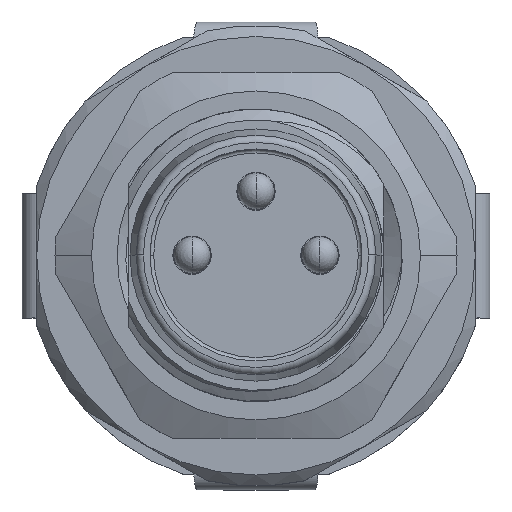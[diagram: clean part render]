
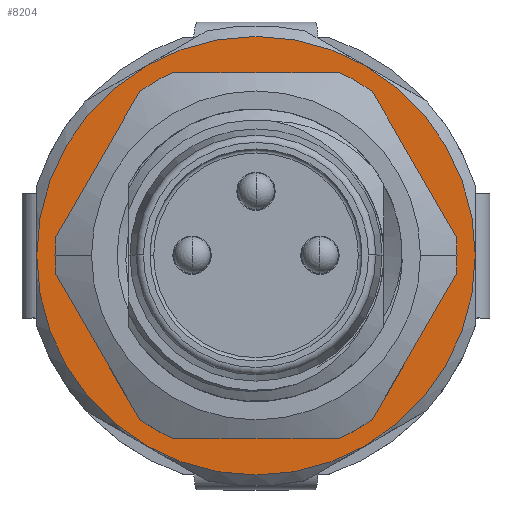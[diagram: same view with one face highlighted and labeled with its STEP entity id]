
A CAD part, top view. The second image highlights one B-rep face of the part: STEP entity #8204.
In plain terms, the highlighted planar face has unit normal (0, 0, 1).
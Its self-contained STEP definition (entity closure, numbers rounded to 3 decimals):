
#1648=CARTESIAN_POINT('',(0.,0.,0.));
#1649=DIRECTION('',(0.,0.,1.));
#1650=DIRECTION('',(0.5,0.866,0.));
#1651=AXIS2_PLACEMENT_3D('',#1648,#1649,#1650);
#1653=CARTESIAN_POINT('',(0.,0.,0.));
#1654=DIRECTION('',(0.,0.,-1.));
#1655=DIRECTION('',(0.5,0.866,0.));
#1656=AXIS2_PLACEMENT_3D('',#1653,#1654,#1655);
#1658=CARTESIAN_POINT('',(0.,0.,0.));
#1659=DIRECTION('',(0.,0.,-1.));
#1660=DIRECTION('',(1.,0.,0.));
#1661=AXIS2_PLACEMENT_3D('',#1658,#1659,#1660);
#1663=CARTESIAN_POINT('',(0.,0.,0.));
#1664=DIRECTION('',(0.,0.,-1.));
#1665=DIRECTION('',(-0.5,-0.866,0.));
#1666=AXIS2_PLACEMENT_3D('',#1663,#1664,#1665);
#1668=CARTESIAN_POINT('',(0.,0.,0.));
#1669=DIRECTION('',(0.,0.,-1.));
#1670=DIRECTION('',(-1.,0.,0.));
#1671=AXIS2_PLACEMENT_3D('',#1668,#1669,#1670);
#1673=CARTESIAN_POINT('',(0.,0.,0.));
#1674=DIRECTION('',(0.,0.,1.));
#1675=DIRECTION('',(0.,1.,0.));
#1676=AXIS2_PLACEMENT_3D('',#1673,#1674,#1675);
#1678=CARTESIAN_POINT('',(0.,0.,0.));
#1679=DIRECTION('',(0.,0.,1.));
#1680=DIRECTION('',(0.,-1.,0.));
#1681=AXIS2_PLACEMENT_3D('',#1678,#1679,#1680);
#1688=CARTESIAN_POINT('',(0.,0.,0.));
#1689=DIRECTION('',(0.,0.,1.));
#1690=DIRECTION('',(-0.5,-0.866,0.));
#1691=AXIS2_PLACEMENT_3D('',#1688,#1689,#1690);
#5189=CARTESIAN_POINT('',(3.,5.196,0.));
#5190=CARTESIAN_POINT('',(6.,0.,0.));
#5191=VERTEX_POINT('',#5189);
#5192=VERTEX_POINT('',#5190);
#5193=CARTESIAN_POINT('',(3.,-5.196,0.));
#5194=VERTEX_POINT('',#5193);
#5195=CARTESIAN_POINT('',(-3.,-5.196,0.));
#5196=CARTESIAN_POINT('',(-6.,0.,0.));
#5197=VERTEX_POINT('',#5195);
#5198=VERTEX_POINT('',#5196);
#5199=CARTESIAN_POINT('',(-3.,5.196,0.));
#5200=VERTEX_POINT('',#5199);
#5217=CARTESIAN_POINT('',(0.,3.8,0.));
#5218=CARTESIAN_POINT('',(0.,-3.8,0.));
#5219=VERTEX_POINT('',#5217);
#5220=VERTEX_POINT('',#5218);
#8184=CARTESIAN_POINT('',(0.,0.,0.));
#8185=DIRECTION('',(0.,0.,-1.));
#8186=DIRECTION('',(-1.,0.,0.));
#8187=AXIS2_PLACEMENT_3D('',#8184,#8185,#8186);
#8188=PLANE('',#8187);
#8189=ORIENTED_EDGE('',*,*,#8177,.F.);
#8190=ORIENTED_EDGE('',*,*,#8126,.T.);
#8191=ORIENTED_EDGE('',*,*,#8110,.T.);
#8193=ORIENTED_EDGE('',*,*,#8192,.F.);
#8194=ORIENTED_EDGE('',*,*,#8142,.T.);
#8195=ORIENTED_EDGE('',*,*,#8158,.T.);
#8196=EDGE_LOOP('',(#8189,#8190,#8191,#8193,#8194,#8195));
#8197=FACE_OUTER_BOUND('',#8196,.F.);
#8199=ORIENTED_EDGE('',*,*,#8198,.T.);
#8201=ORIENTED_EDGE('',*,*,#8200,.T.);
#8202=EDGE_LOOP('',(#8199,#8201));
#8203=FACE_BOUND('',#8202,.F.);
#1652=CIRCLE('',#1651,6.);
#1657=CIRCLE('',#1656,6.);
#1662=CIRCLE('',#1661,6.);
#1667=CIRCLE('',#1666,6.);
#1672=CIRCLE('',#1671,6.);
#1677=CIRCLE('',#1676,3.8);
#1682=CIRCLE('',#1681,3.8);
#1692=CIRCLE('',#1691,6.);
#8110=EDGE_CURVE('',#5192,#5194,#1662,.T.);
#8126=EDGE_CURVE('',#5191,#5192,#1657,.T.);
#8142=EDGE_CURVE('',#5197,#5198,#1667,.T.);
#8158=EDGE_CURVE('',#5198,#5200,#1672,.T.);
#8177=EDGE_CURVE('',#5191,#5200,#1652,.T.);
#8192=EDGE_CURVE('',#5197,#5194,#1692,.T.);
#8198=EDGE_CURVE('',#5219,#5220,#1677,.T.);
#8200=EDGE_CURVE('',#5220,#5219,#1682,.T.);
#8204=ADVANCED_FACE('',(#8197,#8203),#8188,.F.);
